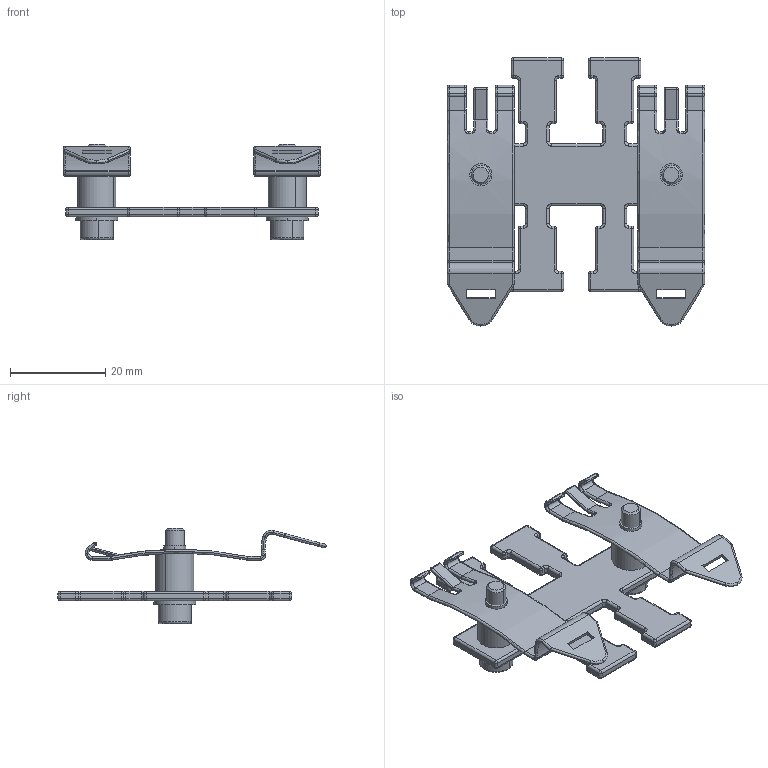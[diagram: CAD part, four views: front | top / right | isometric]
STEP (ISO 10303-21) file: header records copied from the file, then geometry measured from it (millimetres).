
FILE_DESCRIPTION (( 'STEP AP214' ), '1' );
FILE_NAME ('1041-001.STEP', '2024-08-02T08:29:47', ( '' ), ( '' ), 'SwSTEP 2.0', 'SolidWorks 2022', '' );
FILE_SCHEMA (( 'AUTOMOTIVE_DESIGN' ));
Length unit declared in the file: millimetre
Products named in the file (6): 8010-012; 1041-031; 1041-021; 1041-001; 1030-020; 8010-011_DIN 912 M4 x 16 --- 16C
Assembly tree (9 placements, depth 2):
  1041-001
    1041-031
    1041-021  x2
    1030-020  x2
    8010-011_DIN 912 M4 x 16 --- 16C  x2
    8010-012  x2
Bounding box: 53.9 x 56.21 x 20 mm (x, y, z)
Volume: 4861.7 mm3; surface area: 7825.2 mm2
Topology: 9 solids, 9 shells, 746 faces, 1700 edges, 884 vertices
Faces by surface type: cylinder 316, torus 164, plane 136, sphere 86, bspline 28, cone 16
Entity records: 16180 total; most frequent: CARTESIAN_POINT 4087, DIRECTION 2790, ORIENTED_EDGE 2298, AXIS2_PLACEMENT_3D 1157, EDGE_CURVE 1149, VERTEX_POINT 626, CIRCLE 623, EDGE_LOOP 551
